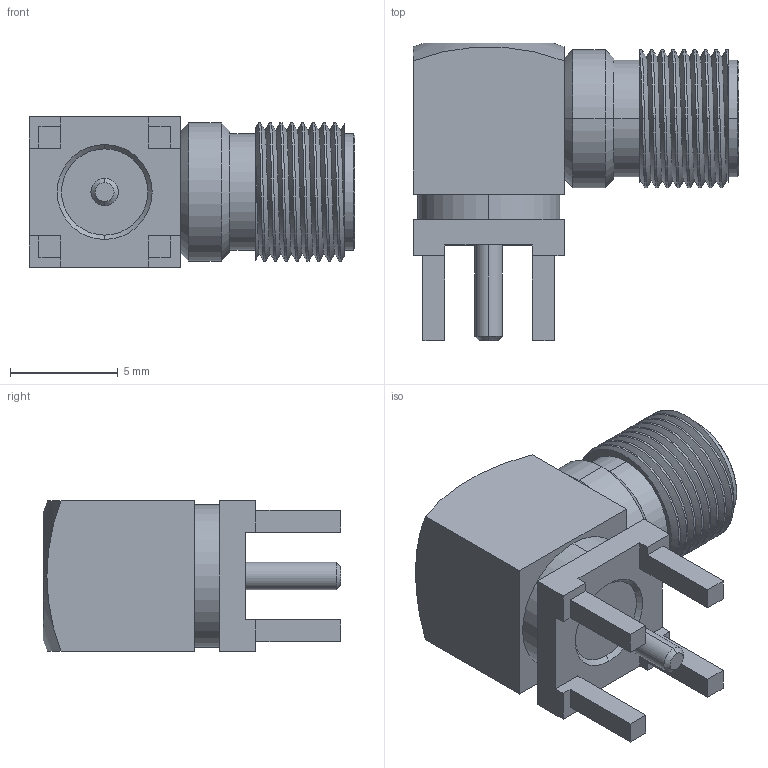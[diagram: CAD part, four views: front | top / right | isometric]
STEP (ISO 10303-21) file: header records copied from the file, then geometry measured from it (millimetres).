
FILE_DESCRIPTION (( 'STEP AP214' ), '1' );
FILE_NAME ('625A6EF1-A546-4884-B2F3-9E26A2B38ACD.STEP', '2023-12-26T14:40:08', ( '' ), ( '' ), 'SwSTEP 2.0', 'SolidWorks 2022', '' );
FILE_SCHEMA (( 'AUTOMOTIVE_DESIGN' ));
Length unit declared in the file: millimetre
Products named in the file (1): 625A6EF1-A546-4884-B2F3-9E26A2B38ACD
Bounding box: 15.1 x 13.8 x 7 mm (x, y, z)
Volume: 654 mm3; surface area: 738.4 mm2
Topology: 1 solids, 1 shells, 105 faces, 269 edges, 176 vertices
Faces by surface type: plane 52, cylinder 33, cone 16, sphere 2, bspline 2
Entity records: 4054 total; most frequent: CARTESIAN_POINT 1513, ORIENTED_EDGE 538, DIRECTION 500, EDGE_CURVE 269, VERTEX_POINT 176, AXIS2_PLACEMENT_3D 174, VECTOR 152, LINE 152
